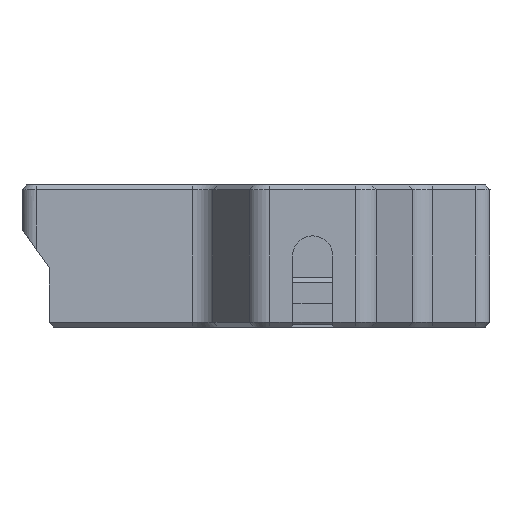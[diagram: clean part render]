
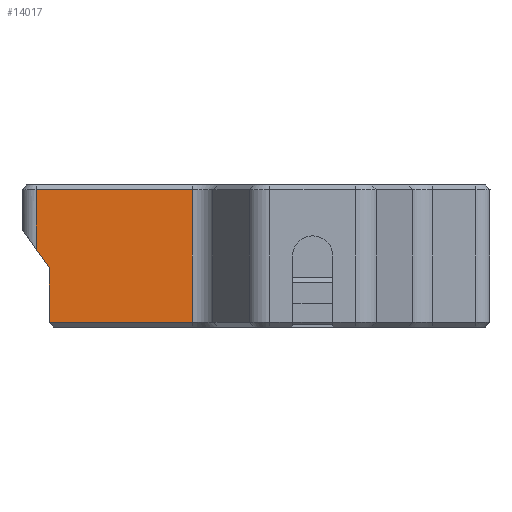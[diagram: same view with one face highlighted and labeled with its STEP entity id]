
A CAD part, left-side view. The second image highlights one B-rep face of the part: STEP entity #14017.
In plain terms, the highlighted planar face has unit normal (-1, 0, 0).
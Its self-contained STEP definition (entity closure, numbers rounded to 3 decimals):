
#1225=FACE_OUTER_BOUND('',#2072,.T.);
#2072=EDGE_LOOP('',(#11140,#11141,#11142,#11143,#11144,#11145));
#3229=LINE('',#27268,#4548);
#3230=LINE('',#27272,#4549);
#3285=LINE('',#29228,#4604);
#3398=LINE('',#31361,#4717);
#3399=LINE('',#31364,#4718);
#3400=LINE('',#31365,#4719);
#4548=VECTOR('',#17599,1000.);
#4549=VECTOR('',#17604,1000.);
#4604=VECTOR('',#17781,1000.);
#4717=VECTOR('',#18114,1000.);
#4718=VECTOR('',#18117,1000.);
#4719=VECTOR('',#18118,1000.);
#6516=VERTEX_POINT('',#27265);
#6517=VERTEX_POINT('',#27267);
#6518=VERTEX_POINT('',#27271);
#6585=VERTEX_POINT('',#29221);
#6675=VERTEX_POINT('',#31359);
#6676=VERTEX_POINT('',#31363);
#8039=EDGE_CURVE('',#6516,#6517,#3229,.T.);
#8041=EDGE_CURVE('',#6518,#6517,#3230,.T.);
#8156=EDGE_CURVE('',#6585,#6518,#3285,.T.);
#8330=EDGE_CURVE('',#6675,#6516,#3398,.T.);
#8331=EDGE_CURVE('',#6676,#6585,#3399,.T.);
#8332=EDGE_CURVE('',#6675,#6676,#3400,.T.);
#11140=ORIENTED_EDGE('',*,*,#8331,.T.);
#11141=ORIENTED_EDGE('',*,*,#8156,.T.);
#11142=ORIENTED_EDGE('',*,*,#8041,.T.);
#11143=ORIENTED_EDGE('',*,*,#8039,.F.);
#11144=ORIENTED_EDGE('',*,*,#8330,.F.);
#11145=ORIENTED_EDGE('',*,*,#8332,.T.);
#13475=PLANE('',#15266);
#14017=ADVANCED_FACE('',(#1225),#13475,.T.);
#15266=AXIS2_PLACEMENT_3D('',#31362,#18115,#18116);
#17599=DIRECTION('',(0.,0.574,0.819));
#17604=DIRECTION('',(0.,0.,-1.));
#17781=DIRECTION('',(0.,1.,0.));
#18114=DIRECTION('',(0.,0.,1.));
#18115=DIRECTION('center_axis',(-1.,0.,0.));
#18116=DIRECTION('ref_axis',(0.,1.,0.));
#18117=DIRECTION('',(0.,0.,1.));
#18118=DIRECTION('',(0.,-1.,0.));
#27265=CARTESIAN_POINT('',(128.854,-116.791,34.862));
#27267=CARTESIAN_POINT('',(128.854,-115.691,36.433));
#27268=CARTESIAN_POINT('',(128.854,-114.491,38.147));
#27271=CARTESIAN_POINT('',(128.854,-115.691,41.462));
#27272=CARTESIAN_POINT('',(128.854,-115.691,29.862));
#29221=CARTESIAN_POINT('',(128.854,-128.878,41.462));
#29228=CARTESIAN_POINT('',(128.854,-128.878,41.462));
#31359=CARTESIAN_POINT('',(128.854,-116.791,30.262));
#31361=CARTESIAN_POINT('',(128.854,-116.791,29.862));
#31362=CARTESIAN_POINT('Origin',(128.854,-128.878,29.862));
#31363=CARTESIAN_POINT('',(128.854,-128.878,30.262));
#31364=CARTESIAN_POINT('',(128.854,-128.878,29.862));
#31365=CARTESIAN_POINT('',(128.854,-128.878,30.262));
